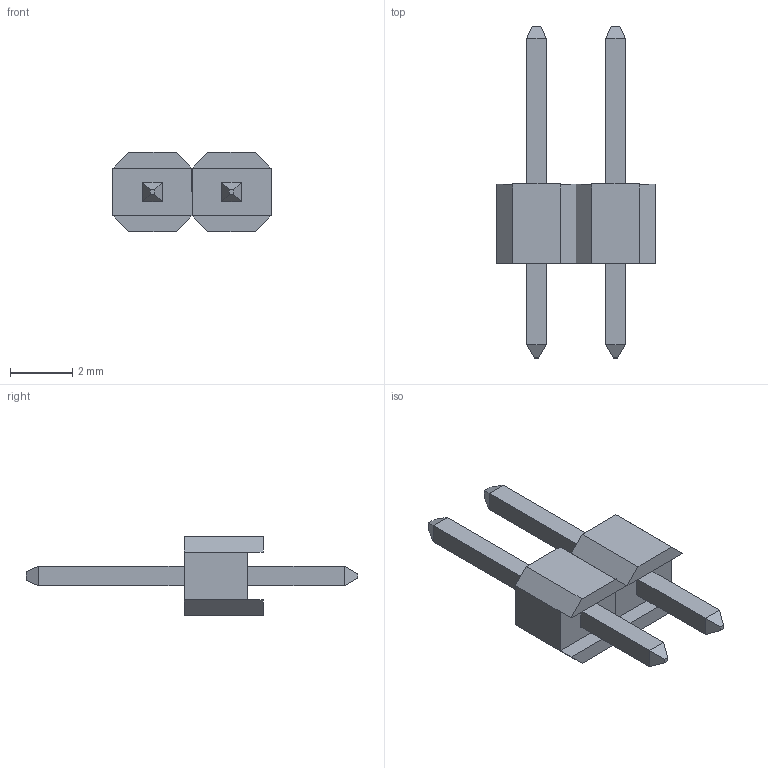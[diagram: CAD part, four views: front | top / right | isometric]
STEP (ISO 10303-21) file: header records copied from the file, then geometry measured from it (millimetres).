
FILE_DESCRIPTION (( 'STEP AP214' ), '1' );
FILE_NAME ('PRPC002SAAN-RC.STEP', '2018-01-16T15:13:57', ( '' ), ( '' ), 'SwSTEP 2.0', 'SolidWorks 2014', '' );
FILE_SCHEMA (( 'AUTOMOTIVE_DESIGN' ));
Length unit declared in the file: millimetre
Products named in the file (2): 1 row end bumps format; PRPC002SAAN-RC
Assembly tree (2 placements, depth 2):
  PRPC002SAAN-RC
    1 row end bumps format  x2
Bounding box: 5.08 x 10.67 x 2.54 mm (x, y, z)
Volume: 33 mm3; surface area: 116.4 mm2
Topology: 6 solids, 6 shells, 68 faces, 144 edges, 88 vertices
Faces by surface type: plane 68
Entity records: 972 total; most frequent: CARTESIAN_POINT 155, DIRECTION 150, ORIENTED_EDGE 144, EDGE_CURVE 72, LINE 72, VECTOR 72, VERTEX_POINT 44, AXIS2_PLACEMENT_3D 39
